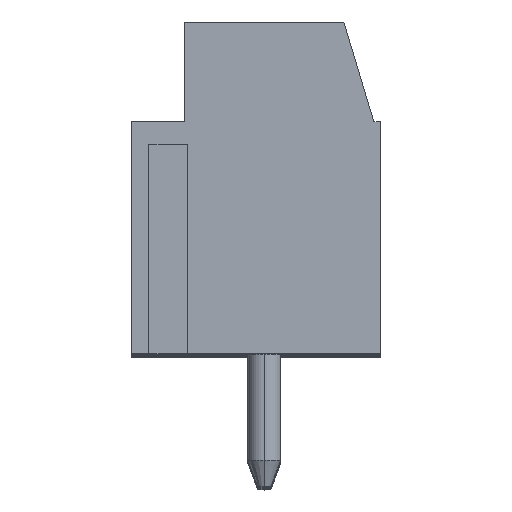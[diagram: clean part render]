
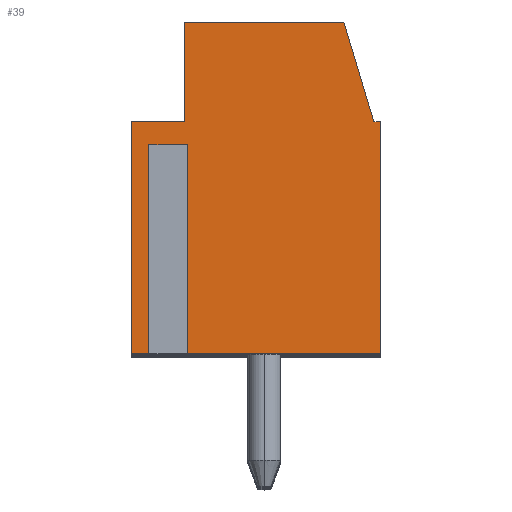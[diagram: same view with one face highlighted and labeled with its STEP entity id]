
A CAD part, top view. The second image highlights one B-rep face of the part: STEP entity #39.
In plain terms, the highlighted planar face has unit normal (0, 0, 1).
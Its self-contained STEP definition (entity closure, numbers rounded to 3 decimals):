
#16 = ORIENTED_EDGE ( 'NONE', *, *, #1739, .T. ) ;
#21 = CARTESIAN_POINT ( 'NONE',  ( -609.762, -510.614, 0. ) ) ;
#39 = ADVANCED_FACE ( 'NONE', ( #213 ), #1480, .T. ) ;
#44 = ORIENTED_EDGE ( 'NONE', *, *, #1664, .T. ) ;
#48 = VERTEX_POINT ( 'NONE', #884 ) ;
#52 = DIRECTION ( 'NONE',  ( 0., -1., 0. ) ) ;
#111 = DIRECTION ( 'NONE',  ( 1., 0., 0. ) ) ;
#117 = VERTEX_POINT ( 'NONE', #21 ) ;
#155 = VECTOR ( 'NONE', #1078, 1000. ) ;
#174 = CARTESIAN_POINT ( 'NONE',  ( 0., -511.314, 0. ) ) ;
#185 = ORIENTED_EDGE ( 'NONE', *, *, #1893, .T. ) ;
#213 = FACE_OUTER_BOUND ( 'NONE', #888, .T. ) ;
#217 = LINE ( 'NONE', #174, #1076 ) ;
#233 = VERTEX_POINT ( 'NONE', #2026 ) ;
#246 = CARTESIAN_POINT ( 'NONE',  ( -603.862, -517.614, 0. ) ) ;
#280 = CARTESIAN_POINT ( 'NONE',  ( -610.837, -511.314, 0. ) ) ;
#320 = VERTEX_POINT ( 'NONE', #687 ) ;
#338 = LINE ( 'NONE', #1424, #1242 ) ;
#342 = ORIENTED_EDGE ( 'NONE', *, *, #1417, .F. ) ;
#348 = DIRECTION ( 'NONE',  ( -1., -0.003, 0. ) ) ;
#406 = ORIENTED_EDGE ( 'NONE', *, *, #1709, .T. ) ;
#410 = DIRECTION ( 'NONE',  ( 1., 0., 0. ) ) ;
#435 = VERTEX_POINT ( 'NONE', #1606 ) ;
#437 = CARTESIAN_POINT ( 'NONE',  ( -611.362, -517.614, 0. ) ) ;
#459 = DIRECTION ( 'NONE',  ( 0., 0., 1. ) ) ;
#544 = CARTESIAN_POINT ( 'NONE',  ( 0., 0., 0. ) ) ;
#557 = VERTEX_POINT ( 'NONE', #1357 ) ;
#618 = LINE ( 'NONE', #1866, #1030 ) ;
#667 = DIRECTION ( 'NONE',  ( 1., 0., 0. ) ) ;
#687 = CARTESIAN_POINT ( 'NONE',  ( -611.362, -510.614, 0. ) ) ;
#696 = VECTOR ( 'NONE', #1599, 1000. ) ;
#758 = VECTOR ( 'NONE', #111, 1000. ) ;
#760 = DIRECTION ( 'NONE',  ( 0., 1., 0. ) ) ;
#795 = LINE ( 'NONE', #1930, #1961 ) ;
#884 = CARTESIAN_POINT ( 'NONE',  ( -609.687, -517.614, 0. ) ) ;
#886 = ORIENTED_EDGE ( 'NONE', *, *, #1619, .T. ) ;
#888 = EDGE_LOOP ( 'NONE', ( #185, #1382, #342, #1222, #1990, #886, #44, #406, #1719, #1431, #16, #1738 ) ) ;
#1019 = VECTOR ( 'NONE', #1581, 1000. ) ;
#1021 = DIRECTION ( 'NONE',  ( 0., 1., 0. ) ) ;
#1027 = VERTEX_POINT ( 'NONE', #1074 ) ;
#1030 = VECTOR ( 'NONE', #1038, 1000. ) ;
#1038 = DIRECTION ( 'NONE',  ( 0., -1., 0. ) ) ;
#1074 = CARTESIAN_POINT ( 'NONE',  ( -604.962, -507.614, 0. ) ) ;
#1076 = VECTOR ( 'NONE', #667, 1000. ) ;
#1078 = DIRECTION ( 'NONE',  ( -1., 0., 0. ) ) ;
#1129 = CARTESIAN_POINT ( 'NONE',  ( -610.062, -510.614, 0. ) ) ;
#1165 = VECTOR ( 'NONE', #2045, 1000. ) ;
#1201 = LINE ( 'NONE', #1129, #758 ) ;
#1216 = CARTESIAN_POINT ( 'NONE',  ( -603.862, -510.614, 0. ) ) ;
#1222 = ORIENTED_EDGE ( 'NONE', *, *, #1974, .T. ) ;
#1242 = VECTOR ( 'NONE', #52, 1000. ) ;
#1357 = CARTESIAN_POINT ( 'NONE',  ( -609.687, -511.314, 0. ) ) ;
#1382 = ORIENTED_EDGE ( 'NONE', *, *, #1914, .T. ) ;
#1413 = CARTESIAN_POINT ( 'NONE',  ( -609.762, 0., 0. ) ) ;
#1417 = EDGE_CURVE ( 'NONE', #320, #117, #1201, .T. ) ;
#1418 = VECTOR ( 'NONE', #348, 1000. ) ;
#1424 = CARTESIAN_POINT ( 'NONE',  ( -611.362, 0., 0. ) ) ;
#1430 = CARTESIAN_POINT ( 'NONE',  ( 0., -517.614, 0. ) ) ;
#1431 = ORIENTED_EDGE ( 'NONE', *, *, #2010, .T. ) ;
#1437 = VERTEX_POINT ( 'NONE', #280 ) ;
#1445 = VECTOR ( 'NONE', #1021, 1000. ) ;
#1471 = LINE ( 'NONE', #1707, #1418 ) ;
#1480 = PLANE ( 'NONE',  #1902 ) ;
#1581 = DIRECTION ( 'NONE',  ( 0., -1., 0. ) ) ;
#1599 = DIRECTION ( 'NONE',  ( 1., 0., 0. ) ) ;
#1606 = CARTESIAN_POINT ( 'NONE',  ( -610.837, -517.614, 0. ) ) ;
#1619 = EDGE_CURVE ( 'NONE', #435, #1437, #1887, .T. ) ;
#1633 = VECTOR ( 'NONE', #760, 1000. ) ;
#1664 = EDGE_CURVE ( 'NONE', #1437, #557, #217, .T. ) ;
#1674 = CARTESIAN_POINT ( 'NONE',  ( -610.837, 0., 0. ) ) ;
#1707 = CARTESIAN_POINT ( 'NONE',  ( -603.862, -510.614, 0. ) ) ;
#1709 = EDGE_CURVE ( 'NONE', #557, #48, #618, .T. ) ;
#1719 = ORIENTED_EDGE ( 'NONE', *, *, #2048, .F. ) ;
#1738 = ORIENTED_EDGE ( 'NONE', *, *, #1851, .T. ) ;
#1739 = EDGE_CURVE ( 'NONE', #1764, #1891, #1471, .T. ) ;
#1761 = DIRECTION ( 'NONE',  ( -1., 0., 0. ) ) ;
#1764 = VERTEX_POINT ( 'NONE', #1216 ) ;
#1851 = EDGE_CURVE ( 'NONE', #1891, #1027, #1988, .T. ) ;
#1866 = CARTESIAN_POINT ( 'NONE',  ( -609.687, 0., 0. ) ) ;
#1887 = LINE ( 'NONE', #1674, #1445 ) ;
#1891 = VERTEX_POINT ( 'NONE', #1908 ) ;
#1893 = EDGE_CURVE ( 'NONE', #1027, #233, #1942, .T. ) ;
#1897 = LINE ( 'NONE', #1413, #1019 ) ;
#1901 = CARTESIAN_POINT ( 'NONE',  ( -604.062, -510.614, 0. ) ) ;
#1902 = AXIS2_PLACEMENT_3D ( 'NONE', #544, #459, #410 ) ;
#1908 = CARTESIAN_POINT ( 'NONE',  ( -604.062, -510.614, 0. ) ) ;
#1914 = EDGE_CURVE ( 'NONE', #233, #117, #1897, .T. ) ;
#1930 = CARTESIAN_POINT ( 'NONE',  ( -607.612, -517.614, 0. ) ) ;
#1942 = LINE ( 'NONE', #2050, #155 ) ;
#1961 = VECTOR ( 'NONE', #1761, 1000. ) ;
#1974 = EDGE_CURVE ( 'NONE', #320, #2134, #338, .T. ) ;
#1988 = LINE ( 'NONE', #1901, #1165 ) ;
#1990 = ORIENTED_EDGE ( 'NONE', *, *, #2032, .T. ) ;
#2009 = LINE ( 'NONE', #1430, #696 ) ;
#2010 = EDGE_CURVE ( 'NONE', #2083, #1764, #2053, .T. ) ;
#2026 = CARTESIAN_POINT ( 'NONE',  ( -609.762, -507.614, 0. ) ) ;
#2032 = EDGE_CURVE ( 'NONE', #2134, #435, #2009, .T. ) ;
#2045 = DIRECTION ( 'NONE',  ( -0.287, 0.958, 0. ) ) ;
#2048 = EDGE_CURVE ( 'NONE', #2083, #48, #795, .T. ) ;
#2050 = CARTESIAN_POINT ( 'NONE',  ( 0., -507.614, 0. ) ) ;
#2053 = LINE ( 'NONE', #2071, #1633 ) ;
#2071 = CARTESIAN_POINT ( 'NONE',  ( -603.862, 0., 0. ) ) ;
#2083 = VERTEX_POINT ( 'NONE', #246 ) ;
#2134 = VERTEX_POINT ( 'NONE', #437 ) ;
